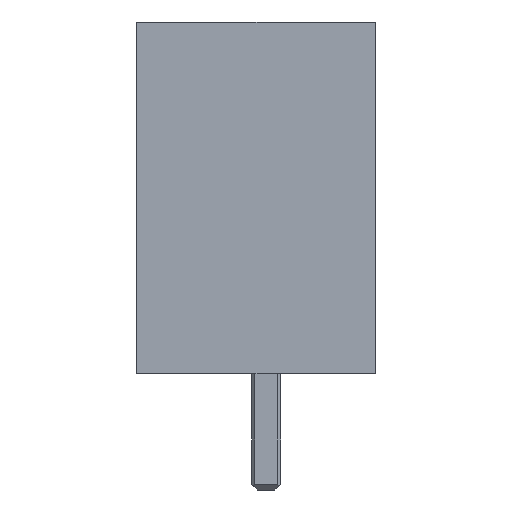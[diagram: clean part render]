
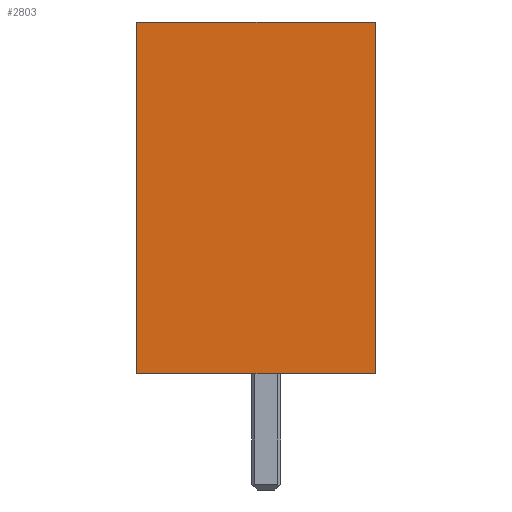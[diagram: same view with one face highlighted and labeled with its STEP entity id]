
A CAD part, left-side view. The second image highlights one B-rep face of the part: STEP entity #2803.
In plain terms, the highlighted planar face has unit normal (-1, 0, 0).
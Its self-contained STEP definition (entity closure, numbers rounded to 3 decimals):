
#51 = ORIENTED_EDGE ( 'NONE', *, *, #8462, .F. ) ;
#61 = VERTEX_POINT ( 'NONE', #8436 ) ;
#521 = DIRECTION ( 'NONE',  ( 0., -1., 0. ) ) ;
#636 = EDGE_CURVE ( 'NONE', #2101, #6075, #8182, .T. ) ;
#863 = EDGE_CURVE ( 'NONE', #61, #6075, #1058, .T. ) ;
#870 = FACE_OUTER_BOUND ( 'NONE', #6965, .T. ) ;
#1058 = LINE ( 'NONE', #4046, #6217 ) ;
#1531 = DIRECTION ( 'NONE',  ( 0., -1., 0. ) ) ;
#2075 = ORIENTED_EDGE ( 'NONE', *, *, #636, .T. ) ;
#2083 = CARTESIAN_POINT ( 'NONE',  ( -15.7, 4.1, 0. ) ) ;
#2101 = VERTEX_POINT ( 'NONE', #2083 ) ;
#2803 = ADVANCED_FACE ( 'NONE', ( #870 ), #3504, .F. ) ;
#3089 = AXIS2_PLACEMENT_3D ( 'NONE', #7617, #4813, #3484 ) ;
#3214 = VECTOR ( 'NONE', #6090, 1000. ) ;
#3484 = DIRECTION ( 'NONE',  ( 0., 0., -1. ) ) ;
#3504 = PLANE ( 'NONE',  #3089 ) ;
#3639 = VERTEX_POINT ( 'NONE', #5326 ) ;
#4046 = CARTESIAN_POINT ( 'NONE',  ( -15.7, -4.1, 12.1 ) ) ;
#4228 = ORIENTED_EDGE ( 'NONE', *, *, #8422, .T. ) ;
#4322 = CARTESIAN_POINT ( 'NONE',  ( -15.7, 4.1, 0. ) ) ;
#4379 = CARTESIAN_POINT ( 'NONE',  ( -15.7, -4.1, 0. ) ) ;
#4813 = DIRECTION ( 'NONE',  ( 1., 0., 0. ) ) ;
#5326 = CARTESIAN_POINT ( 'NONE',  ( -15.7, 4.1, 12.1 ) ) ;
#5463 = CARTESIAN_POINT ( 'NONE',  ( -15.7, 4.1, 12.1 ) ) ;
#5493 = VECTOR ( 'NONE', #1531, 1000. ) ;
#5788 = LINE ( 'NONE', #5463, #8263 ) ;
#6075 = VERTEX_POINT ( 'NONE', #4379 ) ;
#6090 = DIRECTION ( 'NONE',  ( 0., 0., -1. ) ) ;
#6217 = VECTOR ( 'NONE', #6698, 1000. ) ;
#6698 = DIRECTION ( 'NONE',  ( 0., 0., -1. ) ) ;
#6804 = CARTESIAN_POINT ( 'NONE',  ( -15.7, 4.1, 12.1 ) ) ;
#6965 = EDGE_LOOP ( 'NONE', ( #2075, #7575, #51, #4228 ) ) ;
#7575 = ORIENTED_EDGE ( 'NONE', *, *, #863, .F. ) ;
#7617 = CARTESIAN_POINT ( 'NONE',  ( -15.7, 4.1, 12.1 ) ) ;
#8182 = LINE ( 'NONE', #4322, #5493 ) ;
#8263 = VECTOR ( 'NONE', #521, 1000. ) ;
#8422 = EDGE_CURVE ( 'NONE', #3639, #2101, #8694, .T. ) ;
#8436 = CARTESIAN_POINT ( 'NONE',  ( -15.7, -4.1, 12.1 ) ) ;
#8462 = EDGE_CURVE ( 'NONE', #3639, #61, #5788, .T. ) ;
#8694 = LINE ( 'NONE', #6804, #3214 ) ;
